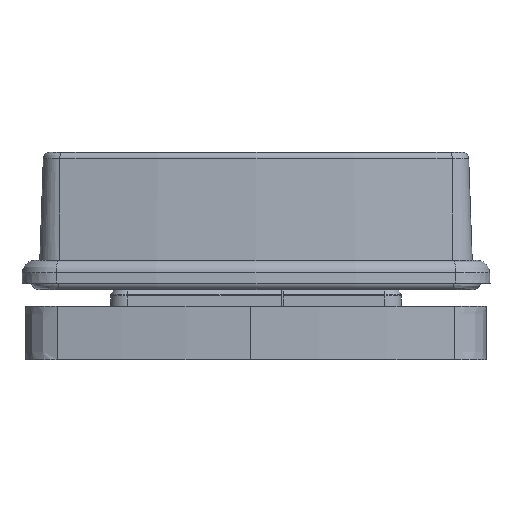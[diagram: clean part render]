
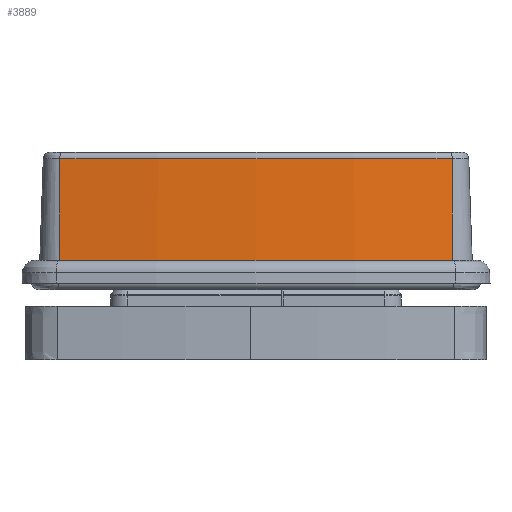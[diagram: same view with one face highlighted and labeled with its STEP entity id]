
A CAD part, left-side view. The second image highlights one B-rep face of the part: STEP entity #3889.
In plain terms, the highlighted conical face has half-angle 2 degrees and reference radius 180.116 mm.
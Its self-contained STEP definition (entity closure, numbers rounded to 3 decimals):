
#387=CARTESIAN_POINT('',(-35.461,29.454,3.4));
#389=CARTESIAN_POINT('',(142.5,0.,3.4));
#390=DIRECTION('',(0.,0.,1.));
#391=DIRECTION('',(-0.987,0.163,0.));
#392=AXIS2_PLACEMENT_3D('',#389,#390,#391);
#875=CARTESIAN_POINT('',(-34.936,-29.367,18.635));
#877=DIRECTION('',(-0.034,-0.006,-0.999));
#878=VECTOR('',#877,15.244);
#879=CARTESIAN_POINT('',(-34.936,-29.367,18.635));
#880=LINE('',#879,#878);
#891=CARTESIAN_POINT('',(142.5,0.,18.635));
#892=DIRECTION('',(0.,0.,-1.));
#893=DIRECTION('',(-0.987,-0.163,0.));
#894=AXIS2_PLACEMENT_3D('',#891,#892,#893);
#896=DIRECTION('',(-0.034,0.006,-0.999));
#897=VECTOR('',#896,15.244);
#898=CARTESIAN_POINT('',(-34.936,29.367,18.635));
#899=LINE('',#898,#897);
#2006=VERTEX_POINT('',#387);
#2007=CARTESIAN_POINT('',(-35.461,-29.454,3.4));
#2008=VERTEX_POINT('',#2007);
#2140=VERTEX_POINT('',#875);
#2142=CARTESIAN_POINT('',(-34.936,29.367,18.635));
#2143=VERTEX_POINT('',#2142);
#3878=CARTESIAN_POINT('',(142.5,0.,11.017));
#3879=DIRECTION('',(0.,0.,-1.));
#3880=DIRECTION('',(-0.987,0.163,0.));
#3881=AXIS2_PLACEMENT_3D('',#3878,#3879,#3880);
#3882=CONICAL_SURFACE('',#3881,180.116,2.);
#3883=ORIENTED_EDGE('',*,*,#3869,.F.);
#3884=ORIENTED_EDGE('',*,*,#3729,.T.);
#3885=ORIENTED_EDGE('',*,*,#2310,.F.);
#3886=ORIENTED_EDGE('',*,*,#3101,.F.);
#3887=EDGE_LOOP('',(#3883,#3884,#3885,#3886));
#3888=FACE_OUTER_BOUND('',#3887,.F.);
#3889=ADVANCED_FACE('',(#3888),#3882,.T.);
#393=CIRCLE('',#392,180.382);
#895=CIRCLE('',#894,179.85);
#2310=EDGE_CURVE('',#2006,#2008,#393,.T.);
#3101=EDGE_CURVE('',#2143,#2006,#899,.T.);
#3729=EDGE_CURVE('',#2140,#2008,#880,.T.);
#3869=EDGE_CURVE('',#2140,#2143,#895,.T.);
